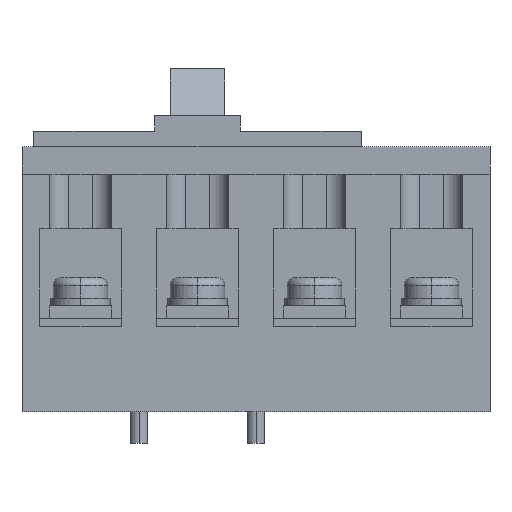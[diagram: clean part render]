
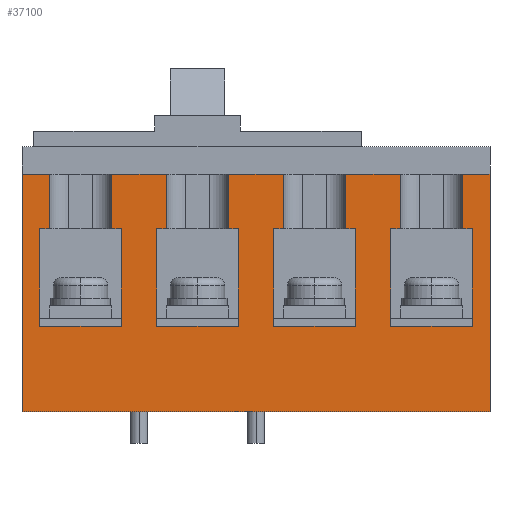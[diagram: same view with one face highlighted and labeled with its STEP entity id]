
A CAD part, front view. The second image highlights one B-rep face of the part: STEP entity #37100.
In plain terms, the highlighted planar face has unit normal (0, -1, 0).
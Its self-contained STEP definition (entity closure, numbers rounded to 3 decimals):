
#6990=CARTESIAN_POINT('',(0.,5.,-31.));
#7000=VERTEX_POINT('',#6990);
#7030=CARTESIAN_POINT('',(0.,5.,0.));
#7040=DIRECTION('',(0.,0.,1.));
#7050=VECTOR('',#7040,1.);
#7060=LINE('',#7030,#7050);
#7070=CARTESIAN_POINT('',(0.,5.,-92.));
#7080=VERTEX_POINT('',#7070);
#7090=EDGE_CURVE('',#7080,#7000,#7060,.T.);
#7950=CARTESIAN_POINT('',(0.,5.,-92.));
#7960=DIRECTION('',(-1.,0.,0.));
#7970=VECTOR('',#7960,1.);
#7980=LINE('',#7950,#7970);
#7990=CARTESIAN_POINT('',(120.,5.,-92.));
#8000=VERTEX_POINT('',#7990);
#8010=EDGE_CURVE('',#8000,#7080,#7980,.T.);
#9890=CARTESIAN_POINT('',(120.,5.,-31.));
#9900=VERTEX_POINT('',#9890);
#9930=CARTESIAN_POINT('',(0.,5.,-31.));
#9940=DIRECTION('',(-1.,0.,0.));
#9950=VECTOR('',#9940,1.);
#9960=LINE('',#9930,#9950);
#9970=CARTESIAN_POINT('',(113.,5.,-31.));
#9980=VERTEX_POINT('',#9970);
#9990=EDGE_CURVE('',#9900,#9980,#9960,.T.);
#10390=CARTESIAN_POINT('',(97.,5.,-31.));
#10400=VERTEX_POINT('',#10390);
#10430=CARTESIAN_POINT('',(83.,5.,-31.));
#10440=VERTEX_POINT('',#10430);
#10450=EDGE_CURVE('',#10400,#10440,#9960,.T.);
#10850=CARTESIAN_POINT('',(67.,5.,-31.));
#10860=VERTEX_POINT('',#10850);
#10890=CARTESIAN_POINT('',(53.,5.,-31.));
#10900=VERTEX_POINT('',#10890);
#10910=EDGE_CURVE('',#10860,#10900,#9960,.T.);
#11310=CARTESIAN_POINT('',(37.,5.,-31.));
#11320=VERTEX_POINT('',#11310);
#11350=CARTESIAN_POINT('',(23.,5.,-31.));
#11360=VERTEX_POINT('',#11350);
#11370=EDGE_CURVE('',#11320,#11360,#9960,.T.);
#11770=CARTESIAN_POINT('',(7.,5.,-31.));
#11780=VERTEX_POINT('',#11770);
#11810=EDGE_CURVE('',#11780,#7000,#9960,.T.);
#21600=CARTESIAN_POINT('',(120.,5.,0.));
#21610=DIRECTION('',(0.,0.,1.));
#21620=VECTOR('',#21610,1.);
#21630=LINE('',#21600,#21620);
#21640=EDGE_CURVE('',#8000,#9900,#21630,.T.);
#34950=CARTESIAN_POINT('',(60.,5.,-31.));
#34960=DIRECTION('',(-0.,-1.,0.));
#34970=DIRECTION('',(0.,0.,1.));
#34980=AXIS2_PLACEMENT_3D('',#34950,#34960,#34970);
#34990=PLANE('',#34980);
#35000=ORIENTED_EDGE('',*,*,#8010,.F.);
#35010=ORIENTED_EDGE('',*,*,#7090,.F.);
#35020=ORIENTED_EDGE('',*,*,#11810,.T.);
#35030=CARTESIAN_POINT('',(7.,5.,0.));
#35040=DIRECTION('',(0.,0.,1.));
#35050=VECTOR('',#35040,1.);
#35060=LINE('',#35030,#35050);
#35070=CARTESIAN_POINT('',(7.,5.,-45.));
#35080=VERTEX_POINT('',#35070);
#35090=EDGE_CURVE('',#35080,#11780,#35060,.T.);
#35100=ORIENTED_EDGE('',*,*,#35090,.T.);
#35110=CARTESIAN_POINT('',(0.,5.,-45.));
#35120=DIRECTION('',(1.,0.,0.));
#35130=VECTOR('',#35120,1.);
#35140=LINE('',#35110,#35130);
#35150=CARTESIAN_POINT('',(4.5,5.,-45.));
#35160=VERTEX_POINT('',#35150);
#35170=EDGE_CURVE('',#35160,#35080,#35140,.T.);
#35180=ORIENTED_EDGE('',*,*,#35170,.T.);
#35190=CARTESIAN_POINT('',(4.5,5.,0.));
#35200=DIRECTION('',(0.,0.,1.));
#35210=VECTOR('',#35200,1.);
#35220=LINE('',#35190,#35210);
#35230=CARTESIAN_POINT('',(4.5,5.,-70.));
#35240=VERTEX_POINT('',#35230);
#35250=EDGE_CURVE('',#35240,#35160,#35220,.T.);
#35260=ORIENTED_EDGE('',*,*,#35250,.T.);
#35270=CARTESIAN_POINT('',(0.,5.,-70.));
#35280=DIRECTION('',(-1.,0.,0.));
#35290=VECTOR('',#35280,1.);
#35300=LINE('',#35270,#35290);
#35310=CARTESIAN_POINT('',(25.5,5.,-70.));
#35320=VERTEX_POINT('',#35310);
#35330=EDGE_CURVE('',#35320,#35240,#35300,.T.);
#35340=ORIENTED_EDGE('',*,*,#35330,.T.);
#35350=CARTESIAN_POINT('',(25.5,5.,0.));
#35360=DIRECTION('',(0.,0.,-1.));
#35370=VECTOR('',#35360,1.);
#35380=LINE('',#35350,#35370);
#35390=CARTESIAN_POINT('',(25.5,5.,-45.));
#35400=VERTEX_POINT('',#35390);
#35410=EDGE_CURVE('',#35400,#35320,#35380,.T.);
#35420=ORIENTED_EDGE('',*,*,#35410,.T.);
#35430=CARTESIAN_POINT('',(23.,5.,-45.));
#35440=VERTEX_POINT('',#35430);
#35450=EDGE_CURVE('',#35440,#35400,#35140,.T.);
#35460=ORIENTED_EDGE('',*,*,#35450,.T.);
#35470=CARTESIAN_POINT('',(23.,5.,0.));
#35480=DIRECTION('',(0.,0.,-1.));
#35490=VECTOR('',#35480,1.);
#35500=LINE('',#35470,#35490);
#35510=EDGE_CURVE('',#11360,#35440,#35500,.T.);
#35520=ORIENTED_EDGE('',*,*,#35510,.T.);
#35530=ORIENTED_EDGE('',*,*,#11370,.T.);
#35540=CARTESIAN_POINT('',(37.,5.,0.));
#35550=DIRECTION('',(0.,0.,1.));
#35560=VECTOR('',#35550,1.);
#35570=LINE('',#35540,#35560);
#35580=CARTESIAN_POINT('',(37.,5.,-45.));
#35590=VERTEX_POINT('',#35580);
#35600=EDGE_CURVE('',#35590,#11320,#35570,.T.);
#35610=ORIENTED_EDGE('',*,*,#35600,.T.);
#35620=CARTESIAN_POINT('',(0.,5.,-45.));
#35630=DIRECTION('',(1.,0.,0.));
#35640=VECTOR('',#35630,1.);
#35650=LINE('',#35620,#35640);
#35660=CARTESIAN_POINT('',(34.5,5.,-45.));
#35670=VERTEX_POINT('',#35660);
#35680=EDGE_CURVE('',#35670,#35590,#35650,.T.);
#35690=ORIENTED_EDGE('',*,*,#35680,.T.);
#35700=CARTESIAN_POINT('',(34.5,5.,0.));
#35710=DIRECTION('',(0.,0.,1.));
#35720=VECTOR('',#35710,1.);
#35730=LINE('',#35700,#35720);
#35740=CARTESIAN_POINT('',(34.5,5.,-70.));
#35750=VERTEX_POINT('',#35740);
#35760=EDGE_CURVE('',#35750,#35670,#35730,.T.);
#35770=ORIENTED_EDGE('',*,*,#35760,.T.);
#35780=CARTESIAN_POINT('',(0.,5.,-70.));
#35790=DIRECTION('',(-1.,0.,0.));
#35800=VECTOR('',#35790,1.);
#35810=LINE('',#35780,#35800);
#35820=CARTESIAN_POINT('',(55.5,5.,-70.));
#35830=VERTEX_POINT('',#35820);
#35840=EDGE_CURVE('',#35830,#35750,#35810,.T.);
#35850=ORIENTED_EDGE('',*,*,#35840,.T.);
#35860=CARTESIAN_POINT('',(55.5,5.,0.));
#35870=DIRECTION('',(0.,0.,-1.));
#35880=VECTOR('',#35870,1.);
#35890=LINE('',#35860,#35880);
#35900=CARTESIAN_POINT('',(55.5,5.,-45.));
#35910=VERTEX_POINT('',#35900);
#35920=EDGE_CURVE('',#35910,#35830,#35890,.T.);
#35930=ORIENTED_EDGE('',*,*,#35920,.T.);
#35940=CARTESIAN_POINT('',(53.,5.,-45.));
#35950=VERTEX_POINT('',#35940);
#35960=EDGE_CURVE('',#35950,#35910,#35650,.T.);
#35970=ORIENTED_EDGE('',*,*,#35960,.T.);
#35980=CARTESIAN_POINT('',(53.,5.,0.));
#35990=DIRECTION('',(0.,0.,-1.));
#36000=VECTOR('',#35990,1.);
#36010=LINE('',#35980,#36000);
#36020=EDGE_CURVE('',#10900,#35950,#36010,.T.);
#36030=ORIENTED_EDGE('',*,*,#36020,.T.);
#36040=ORIENTED_EDGE('',*,*,#10910,.T.);
#36050=CARTESIAN_POINT('',(67.,5.,0.));
#36060=DIRECTION('',(0.,0.,1.));
#36070=VECTOR('',#36060,1.);
#36080=LINE('',#36050,#36070);
#36090=CARTESIAN_POINT('',(67.,5.,-45.));
#36100=VERTEX_POINT('',#36090);
#36110=EDGE_CURVE('',#36100,#10860,#36080,.T.);
#36120=ORIENTED_EDGE('',*,*,#36110,.T.);
#36130=CARTESIAN_POINT('',(0.,5.,-45.));
#36140=DIRECTION('',(1.,0.,0.));
#36150=VECTOR('',#36140,1.);
#36160=LINE('',#36130,#36150);
#36170=CARTESIAN_POINT('',(64.5,5.,-45.));
#36180=VERTEX_POINT('',#36170);
#36190=EDGE_CURVE('',#36180,#36100,#36160,.T.);
#36200=ORIENTED_EDGE('',*,*,#36190,.T.);
#36210=CARTESIAN_POINT('',(64.5,5.,0.));
#36220=DIRECTION('',(0.,0.,1.));
#36230=VECTOR('',#36220,1.);
#36240=LINE('',#36210,#36230);
#36250=CARTESIAN_POINT('',(64.5,5.,-70.));
#36260=VERTEX_POINT('',#36250);
#36270=EDGE_CURVE('',#36260,#36180,#36240,.T.);
#36280=ORIENTED_EDGE('',*,*,#36270,.T.);
#36290=CARTESIAN_POINT('',(0.,5.,-70.));
#36300=DIRECTION('',(-1.,0.,0.));
#36310=VECTOR('',#36300,1.);
#36320=LINE('',#36290,#36310);
#36330=CARTESIAN_POINT('',(85.5,5.,-70.));
#36340=VERTEX_POINT('',#36330);
#36350=EDGE_CURVE('',#36340,#36260,#36320,.T.);
#36360=ORIENTED_EDGE('',*,*,#36350,.T.);
#36370=CARTESIAN_POINT('',(85.5,5.,0.));
#36380=DIRECTION('',(0.,0.,-1.));
#36390=VECTOR('',#36380,1.);
#36400=LINE('',#36370,#36390);
#36410=CARTESIAN_POINT('',(85.5,5.,-45.));
#36420=VERTEX_POINT('',#36410);
#36430=EDGE_CURVE('',#36420,#36340,#36400,.T.);
#36440=ORIENTED_EDGE('',*,*,#36430,.T.);
#36450=CARTESIAN_POINT('',(83.,5.,-45.));
#36460=VERTEX_POINT('',#36450);
#36470=EDGE_CURVE('',#36460,#36420,#36160,.T.);
#36480=ORIENTED_EDGE('',*,*,#36470,.T.);
#36490=CARTESIAN_POINT('',(83.,5.,0.));
#36500=DIRECTION('',(0.,0.,-1.));
#36510=VECTOR('',#36500,1.);
#36520=LINE('',#36490,#36510);
#36530=EDGE_CURVE('',#10440,#36460,#36520,.T.);
#36540=ORIENTED_EDGE('',*,*,#36530,.T.);
#36550=ORIENTED_EDGE('',*,*,#10450,.T.);
#36560=CARTESIAN_POINT('',(97.,5.,0.));
#36570=DIRECTION('',(0.,0.,1.));
#36580=VECTOR('',#36570,1.);
#36590=LINE('',#36560,#36580);
#36600=CARTESIAN_POINT('',(97.,5.,-45.));
#36610=VERTEX_POINT('',#36600);
#36620=EDGE_CURVE('',#36610,#10400,#36590,.T.);
#36630=ORIENTED_EDGE('',*,*,#36620,.T.);
#36640=CARTESIAN_POINT('',(0.,5.,-45.));
#36650=DIRECTION('',(1.,0.,0.));
#36660=VECTOR('',#36650,1.);
#36670=LINE('',#36640,#36660);
#36680=CARTESIAN_POINT('',(94.5,5.,-45.));
#36690=VERTEX_POINT('',#36680);
#36700=EDGE_CURVE('',#36690,#36610,#36670,.T.);
#36710=ORIENTED_EDGE('',*,*,#36700,.T.);
#36720=CARTESIAN_POINT('',(94.5,5.,0.));
#36730=DIRECTION('',(0.,0.,1.));
#36740=VECTOR('',#36730,1.);
#36750=LINE('',#36720,#36740);
#36760=CARTESIAN_POINT('',(94.5,5.,-70.));
#36770=VERTEX_POINT('',#36760);
#36780=EDGE_CURVE('',#36770,#36690,#36750,.T.);
#36790=ORIENTED_EDGE('',*,*,#36780,.T.);
#36800=CARTESIAN_POINT('',(0.,5.,-70.));
#36810=DIRECTION('',(-1.,0.,0.));
#36820=VECTOR('',#36810,1.);
#36830=LINE('',#36800,#36820);
#36840=CARTESIAN_POINT('',(115.5,5.,-70.));
#36850=VERTEX_POINT('',#36840);
#36860=EDGE_CURVE('',#36850,#36770,#36830,.T.);
#36870=ORIENTED_EDGE('',*,*,#36860,.T.);
#36880=CARTESIAN_POINT('',(115.5,5.,0.));
#36890=DIRECTION('',(0.,0.,-1.));
#36900=VECTOR('',#36890,1.);
#36910=LINE('',#36880,#36900);
#36920=CARTESIAN_POINT('',(115.5,5.,-45.));
#36930=VERTEX_POINT('',#36920);
#36940=EDGE_CURVE('',#36930,#36850,#36910,.T.);
#36950=ORIENTED_EDGE('',*,*,#36940,.T.);
#36960=CARTESIAN_POINT('',(113.,5.,-45.));
#36970=VERTEX_POINT('',#36960);
#36980=EDGE_CURVE('',#36970,#36930,#36670,.T.);
#36990=ORIENTED_EDGE('',*,*,#36980,.T.);
#37000=CARTESIAN_POINT('',(113.,5.,0.));
#37010=DIRECTION('',(0.,0.,-1.));
#37020=VECTOR('',#37010,1.);
#37030=LINE('',#37000,#37020);
#37040=EDGE_CURVE('',#9980,#36970,#37030,.T.);
#37050=ORIENTED_EDGE('',*,*,#37040,.T.);
#37060=ORIENTED_EDGE('',*,*,#9990,.T.);
#37070=ORIENTED_EDGE('',*,*,#21640,.T.);
#37080=EDGE_LOOP('',(#37070,#37060,#37050,#36990,#36950,#36870,#36790,
#36710,#36630,#36550,#36540,#36480,#36440,#36360,#36280,#36200,#36120,
#36040,#36030,#35970,#35930,#35850,#35770,#35690,#35610,#35530,#35520,
#35460,#35420,#35340,#35260,#35180,#35100,#35020,#35010,#35000));
#37090=FACE_OUTER_BOUND('',#37080,.T.);
#37100=ADVANCED_FACE('',(#37090),#34990,.T.);
